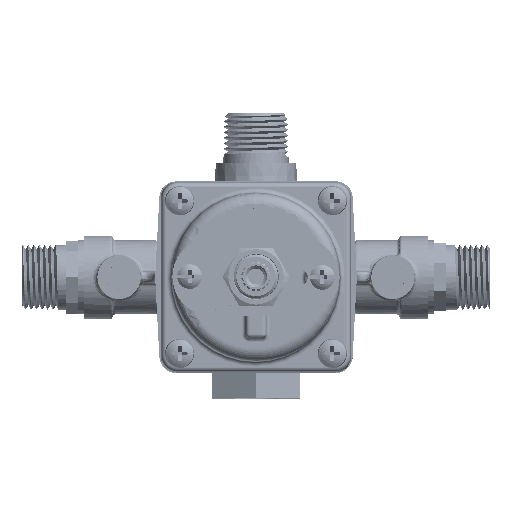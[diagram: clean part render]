
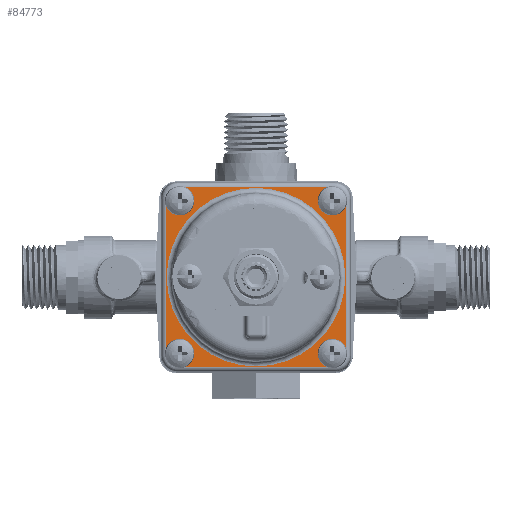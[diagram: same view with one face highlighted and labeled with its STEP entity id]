
A CAD part, top view. The second image highlights one B-rep face of the part: STEP entity #84773.
In plain terms, the highlighted planar face has unit normal (0, 0, 1).
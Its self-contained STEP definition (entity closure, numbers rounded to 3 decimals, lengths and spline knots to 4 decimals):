
#13060=CARTESIAN_POINT('',(0.9723,-0.9723,
1.2354));
#13061=DIRECTION('',(0.,0.,-1.));
#13062=DIRECTION('',(0.,1.,0.));
#13063=AXIS2_PLACEMENT_3D('',#13060,#13061,#13062);
#13068=CARTESIAN_POINT('',(0.9723,-0.9723,
1.2354));
#13069=DIRECTION('',(0.,0.,-1.));
#13070=DIRECTION('',(-0.401,-0.916,0.));
#13071=AXIS2_PLACEMENT_3D('',#13068,#13069,#13070);
#13076=CARTESIAN_POINT('',(-0.9723,-0.9723,
1.2354));
#13077=DIRECTION('',(0.,0.,-1.));
#13078=DIRECTION('',(0.,1.,0.));
#13079=AXIS2_PLACEMENT_3D('',#13076,#13077,#13078);
#13084=CARTESIAN_POINT('',(-0.9723,-0.9723,
1.2354));
#13085=DIRECTION('',(0.,0.,-1.));
#13086=DIRECTION('',(-0.916,0.401,0.));
#13087=AXIS2_PLACEMENT_3D('',#13084,#13085,#13086);
#13092=CARTESIAN_POINT('',(-0.9723,0.9723,
1.2354));
#13093=DIRECTION('',(0.,0.,-1.));
#13094=DIRECTION('',(0.,-1.,0.));
#13095=AXIS2_PLACEMENT_3D('',#13092,#13093,#13094);
#13100=CARTESIAN_POINT('',(-0.9723,0.9723,
1.2354));
#13101=DIRECTION('',(0.,0.,-1.));
#13102=DIRECTION('',(0.401,0.916,0.));
#13103=AXIS2_PLACEMENT_3D('',#13100,#13101,#13102);
#13108=CARTESIAN_POINT('',(0.9723,0.9723,
1.2354));
#13109=DIRECTION('',(0.,0.,-1.));
#13110=DIRECTION('',(0.,-1.,0.));
#13111=AXIS2_PLACEMENT_3D('',#13108,#13109,#13110);
#13116=CARTESIAN_POINT('',(0.9723,0.9723,
1.2354));
#13117=DIRECTION('',(0.,0.,-1.));
#13118=DIRECTION('',(0.916,-0.401,0.));
#13119=AXIS2_PLACEMENT_3D('',#13116,#13117,#13118);
#13124=CARTESIAN_POINT('',(0.,0.,1.2354));
#13125=DIRECTION('',(0.,0.,-1.));
#13126=DIRECTION('',(1.,0.,0.));
#13127=AXIS2_PLACEMENT_3D('',#13124,#13125,#13126);
#13132=CARTESIAN_POINT('',(0.,0.,1.2354));
#13133=DIRECTION('',(0.,0.,-1.));
#13134=DIRECTION('',(-1.,0.,0.));
#13135=AXIS2_PLACEMENT_3D('',#13132,#13133,#13134);
#13169=DIRECTION('',(-1.,0.,0.));
#13170=VECTOR('',#13169,1.7951);
#13171=CARTESIAN_POINT('',(0.8975,-1.1431,
1.2354));
#13172=LINE('',#13171,#13170);
#13215=DIRECTION('',(0.,-1.,0.));
#13216=VECTOR('',#13215,1.7951);
#13217=CARTESIAN_POINT('',(1.1431,0.8975,
1.2354));
#13218=LINE('',#13217,#13216);
#13581=DIRECTION('',(1.,0.,0.));
#13582=VECTOR('',#13581,1.7951);
#13583=CARTESIAN_POINT('',(-0.8975,1.1431,
1.2354));
#13584=LINE('',#13583,#13582);
#13623=DIRECTION('',(0.,1.,0.));
#13624=VECTOR('',#13623,1.7951);
#13625=CARTESIAN_POINT('',(-1.1431,-0.8975,
1.2354));
#13626=LINE('',#13625,#13624);
#65243=CARTESIAN_POINT('',(1.1369,0.,1.2354));
#65244=VERTEX_POINT('',#65243);
#65245=CARTESIAN_POINT('',(-1.1369,0.,1.2354));
#65246=VERTEX_POINT('',#65245);
#66221=CARTESIAN_POINT('',(-0.8975,1.1431,
1.2354));
#66222=CARTESIAN_POINT('',(-0.9723,0.7858,
1.2354));
#66223=VERTEX_POINT('',#66221);
#66224=VERTEX_POINT('',#66222);
#66225=CARTESIAN_POINT('',(-1.1431,0.8975,
1.2354));
#66226=VERTEX_POINT('',#66225);
#66371=CARTESIAN_POINT('',(1.1431,0.8975,
1.2354));
#66372=CARTESIAN_POINT('',(0.9723,0.7858,
1.2354));
#66373=VERTEX_POINT('',#66371);
#66374=VERTEX_POINT('',#66372);
#66375=CARTESIAN_POINT('',(0.8975,1.1431,
1.2354));
#66376=VERTEX_POINT('',#66375);
#66520=CARTESIAN_POINT('',(-0.9723,-0.7858,
1.2354));
#66521=CARTESIAN_POINT('',(-0.8975,-1.1431,
1.2354));
#66522=VERTEX_POINT('',#66520);
#66523=VERTEX_POINT('',#66521);
#66524=CARTESIAN_POINT('',(-1.1431,-0.8975,
1.2354));
#66525=VERTEX_POINT('',#66524);
#66669=CARTESIAN_POINT('',(0.9723,-0.7858,
1.2354));
#66670=CARTESIAN_POINT('',(1.1431,-0.8975,
1.2354));
#66671=VERTEX_POINT('',#66669);
#66672=VERTEX_POINT('',#66670);
#66673=CARTESIAN_POINT('',(0.8975,-1.1431,
1.2354));
#66674=VERTEX_POINT('',#66673);
#84738=CARTESIAN_POINT('',(0.,0.,1.2354));
#84739=DIRECTION('',(0.,0.,1.));
#84740=DIRECTION('',(1.,0.,0.));
#84741=AXIS2_PLACEMENT_3D('',#84738,#84739,#84740);
#84742=PLANE('',#84741);
#84744=ORIENTED_EDGE('',*,*,#84743,.F.);
#84746=ORIENTED_EDGE('',*,*,#84745,.F.);
#84748=ORIENTED_EDGE('',*,*,#84747,.T.);
#84750=ORIENTED_EDGE('',*,*,#84749,.F.);
#84752=ORIENTED_EDGE('',*,*,#84751,.F.);
#84754=ORIENTED_EDGE('',*,*,#84753,.T.);
#84756=ORIENTED_EDGE('',*,*,#84755,.F.);
#84758=ORIENTED_EDGE('',*,*,#84757,.F.);
#84760=ORIENTED_EDGE('',*,*,#84759,.T.);
#84762=ORIENTED_EDGE('',*,*,#84761,.F.);
#84764=ORIENTED_EDGE('',*,*,#84763,.F.);
#84766=ORIENTED_EDGE('',*,*,#84765,.T.);
#84767=EDGE_LOOP('',(#84744,#84746,#84748,#84750,#84752,#84754,#84756,#84758,
#84760,#84762,#84764,#84766));
#84768=FACE_OUTER_BOUND('',#84767,.F.);
#84769=ORIENTED_EDGE('',*,*,#84725,.F.);
#84770=ORIENTED_EDGE('',*,*,#84703,.F.);
#84771=EDGE_LOOP('',(#84769,#84770));
#84772=FACE_BOUND('',#84771,.F.);
#13064=CIRCLE('',#13063,0.1865);
#13072=CIRCLE('',#13071,0.1865);
#13080=CIRCLE('',#13079,0.1865);
#13088=CIRCLE('',#13087,0.1865);
#13096=CIRCLE('',#13095,0.1865);
#13104=CIRCLE('',#13103,0.1865);
#13112=CIRCLE('',#13111,0.1865);
#13120=CIRCLE('',#13119,0.1865);
#13128=CIRCLE('',#13127,1.1369);
#13136=CIRCLE('',#13135,1.1369);
#84703=EDGE_CURVE('',#65246,#65244,#13136,.T.);
#84725=EDGE_CURVE('',#65244,#65246,#13128,.T.);
#84743=EDGE_CURVE('',#66671,#66672,#13064,.T.);
#84745=EDGE_CURVE('',#66674,#66671,#13072,.T.);
#84747=EDGE_CURVE('',#66674,#66523,#13172,.T.);
#84749=EDGE_CURVE('',#66522,#66523,#13080,.T.);
#84751=EDGE_CURVE('',#66525,#66522,#13088,.T.);
#84753=EDGE_CURVE('',#66525,#66226,#13626,.T.);
#84755=EDGE_CURVE('',#66224,#66226,#13096,.T.);
#84757=EDGE_CURVE('',#66223,#66224,#13104,.T.);
#84759=EDGE_CURVE('',#66223,#66376,#13584,.T.);
#84761=EDGE_CURVE('',#66374,#66376,#13112,.T.);
#84763=EDGE_CURVE('',#66373,#66374,#13120,.T.);
#84765=EDGE_CURVE('',#66373,#66672,#13218,.T.);
#84773=ADVANCED_FACE('',(#84768,#84772),#84742,.T.);
